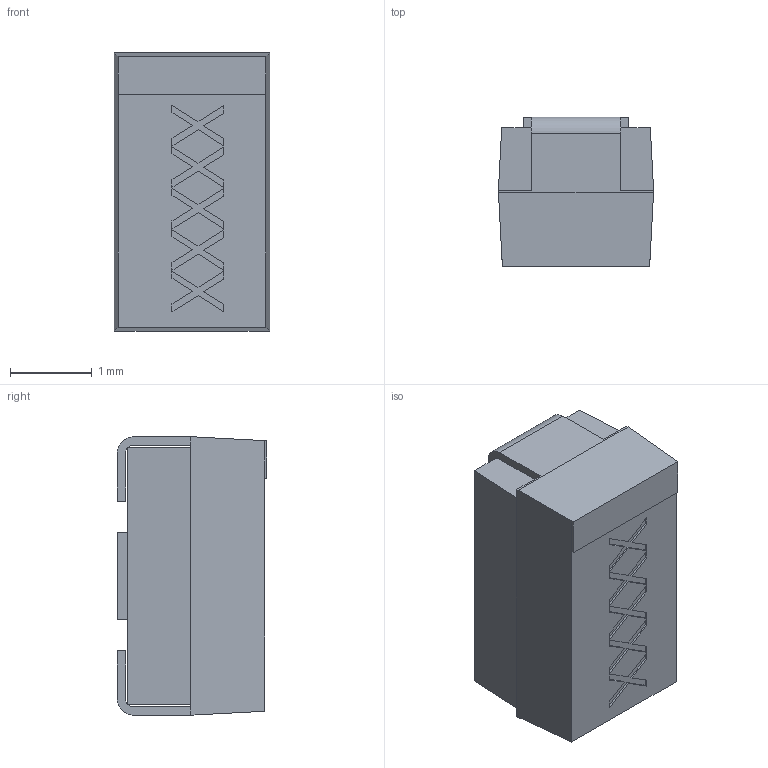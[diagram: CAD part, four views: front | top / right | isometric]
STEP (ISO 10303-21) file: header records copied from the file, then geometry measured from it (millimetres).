
FILE_DESCRIPTION(/* description */ ('293D A-CASE'),/* implementation_level */ '2;1');
FILE_NAME(/* name */ '293D A-CASE.stp',/* time_stamp */ '2018-01-29T08:05:40+02:00',/* author */ ('SAkselrod'),/* organization */ (''),/* preprocessor_version */ 'ST-DEVELOPER v16.5',/* originating_system */ 'Autodesk Inventor 2017',/* authorisation */ '');
FILE_SCHEMA (('AUTOMOTIVE_DESIGN { 1 0 10303 214 3 1 1 }'));
Length unit declared in the file: inch
Products named in the file (1): 293D A-CASE
Bounding box: 1.9 x 1.83 x 3.4 mm (x, y, z)
Volume: 10.7 mm3; surface area: 37.6 mm2
Topology: 1 solids, 1 shells, 106 faces, 298 edges, 196 vertices
Faces by surface type: plane 100, cylinder 6
Entity records: 3513 total; most frequent: CARTESIAN_POINT 601, ORIENTED_EDGE 596, DIRECTION 524, EDGE_CURVE 298, LINE 286, VECTOR 286, VERTEX_POINT 196, AXIS2_PLACEMENT_3D 119
